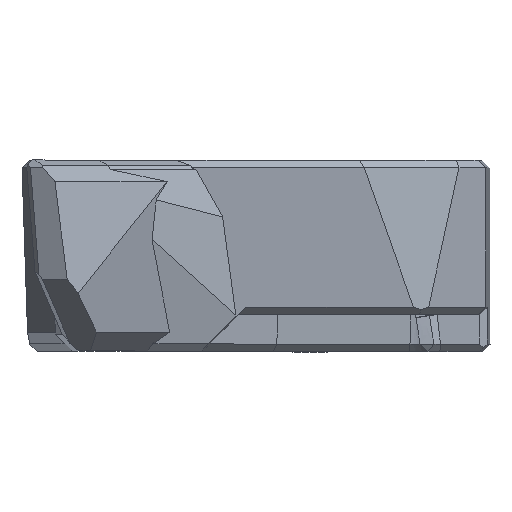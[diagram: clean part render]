
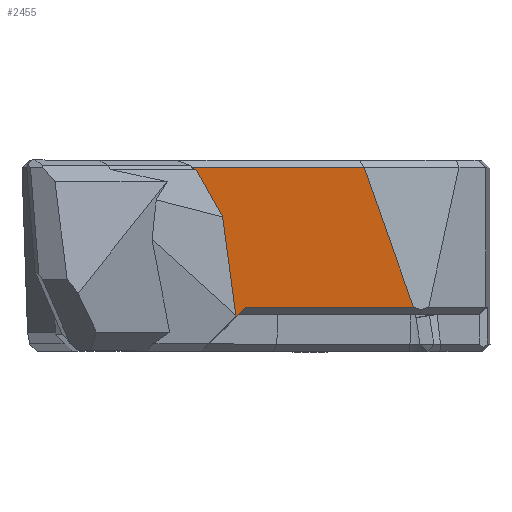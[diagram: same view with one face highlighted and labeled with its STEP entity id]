
A CAD part, top view. The second image highlights one B-rep face of the part: STEP entity #2455.
In plain terms, the highlighted planar face has unit normal (0.105, -0.139, 0.985).
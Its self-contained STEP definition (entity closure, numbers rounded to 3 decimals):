
#50=PLANE('',#2628);
#259=FACE_OUTER_BOUND('',#404,.T.);
#404=EDGE_LOOP('',(#1901,#1902,#1903,#1904,#1905,#1906,#1907,#1908,#1909));
#564=LINE('',#3895,#832);
#583=LINE('',#3944,#851);
#587=LINE('',#3951,#855);
#592=LINE('',#4003,#860);
#597=LINE('',#4013,#865);
#598=LINE('',#4015,#866);
#599=LINE('',#4017,#867);
#600=LINE('',#4019,#868);
#601=LINE('',#4020,#869);
#832=VECTOR('',#2906,10.);
#851=VECTOR('',#2943,10.);
#855=VECTOR('',#2949,10.);
#860=VECTOR('',#2960,10.);
#865=VECTOR('',#2967,10.);
#866=VECTOR('',#2968,10.);
#867=VECTOR('',#2969,10.);
#868=VECTOR('',#2970,10.);
#869=VECTOR('',#2971,10.);
#1157=VERTEX_POINT('',#3892);
#1158=VERTEX_POINT('',#3894);
#1173=VERTEX_POINT('',#3942);
#1175=VERTEX_POINT('',#3949);
#1179=VERTEX_POINT('',#4002);
#1183=VERTEX_POINT('',#4012);
#1184=VERTEX_POINT('',#4014);
#1185=VERTEX_POINT('',#4016);
#1186=VERTEX_POINT('',#4018);
#1408=EDGE_CURVE('',#1157,#1158,#564,.T.);
#1431=EDGE_CURVE('',#1173,#1157,#583,.T.);
#1435=EDGE_CURVE('',#1175,#1173,#587,.T.);
#1442=EDGE_CURVE('',#1158,#1179,#592,.T.);
#1447=EDGE_CURVE('',#1183,#1175,#597,.T.);
#1448=EDGE_CURVE('',#1184,#1183,#598,.T.);
#1449=EDGE_CURVE('',#1185,#1184,#599,.T.);
#1450=EDGE_CURVE('',#1186,#1185,#600,.F.);
#1451=EDGE_CURVE('',#1186,#1179,#601,.T.);
#1901=ORIENTED_EDGE('',*,*,#1431,.F.);
#1902=ORIENTED_EDGE('',*,*,#1435,.F.);
#1903=ORIENTED_EDGE('',*,*,#1447,.F.);
#1904=ORIENTED_EDGE('',*,*,#1448,.F.);
#1905=ORIENTED_EDGE('',*,*,#1449,.F.);
#1906=ORIENTED_EDGE('',*,*,#1450,.F.);
#1907=ORIENTED_EDGE('',*,*,#1451,.T.);
#1908=ORIENTED_EDGE('',*,*,#1442,.F.);
#1909=ORIENTED_EDGE('',*,*,#1408,.F.);
#2455=ADVANCED_FACE('',(#259),#50,.T.);
#2628=AXIS2_PLACEMENT_3D('',#4011,#2965,#2966);
#2906=DIRECTION('',(-0.707,-0.707,-0.024));
#2943=DIRECTION('',(-0.994,0.,0.106));
#2949=DIRECTION('',(0.329,-0.93,-0.167));
#2960=DIRECTION('',(0.414,0.907,0.084));
#2965=DIRECTION('center_axis',(0.105,-0.139,0.985));
#2966=DIRECTION('ref_axis',(0.994,0.,-0.106));
#2967=DIRECTION('',(0.948,-0.284,-0.141));
#2968=DIRECTION('',(0.994,0.,-0.106));
#2969=DIRECTION('',(-0.875,0.458,0.158));
#2970=DIRECTION('',(0.484,-0.858,-0.173));
#2971=DIRECTION('',(0.131,-0.98,-0.152));
#3892=CARTESIAN_POINT('',(-6.461,6.395,138.282));
#3894=CARTESIAN_POINT('',(-7.093,5.763,138.26));
#3895=CARTESIAN_POINT('',(-6.24,6.616,138.289));
#3942=CARTESIAN_POINT('',(2.693,6.395,137.304));
#3944=CARTESIAN_POINT('',(-4.009,6.395,138.02));
#3949=CARTESIAN_POINT('',(0.005,14.,138.666));
#3951=CARTESIAN_POINT('',(1.661,9.314,137.826));
#4002=CARTESIAN_POINT('',(-6.998,5.971,138.279));
#4003=CARTESIAN_POINT('',(-7.138,5.664,138.251));
#4011=CARTESIAN_POINT('Origin',(-4.008,7.986,138.244));
#4012=CARTESIAN_POINT('',(-0.008,14.004,138.668));
#4013=CARTESIAN_POINT('',(-0.724,14.218,138.774));
#4014=CARTESIAN_POINT('',(-9.387,14.004,139.67));
#4015=CARTESIAN_POINT('',(-4.667,14.004,139.165));
#4016=CARTESIAN_POINT('',(-9.164,13.887,139.629));
#4017=CARTESIAN_POINT('',(-8.193,13.379,139.454));
#4018=CARTESIAN_POINT('',(-7.712,11.312,139.11));
#4019=CARTESIAN_POINT('',(-6.112,8.473,138.538));
#4020=CARTESIAN_POINT('',(-7.309,8.296,138.641));
